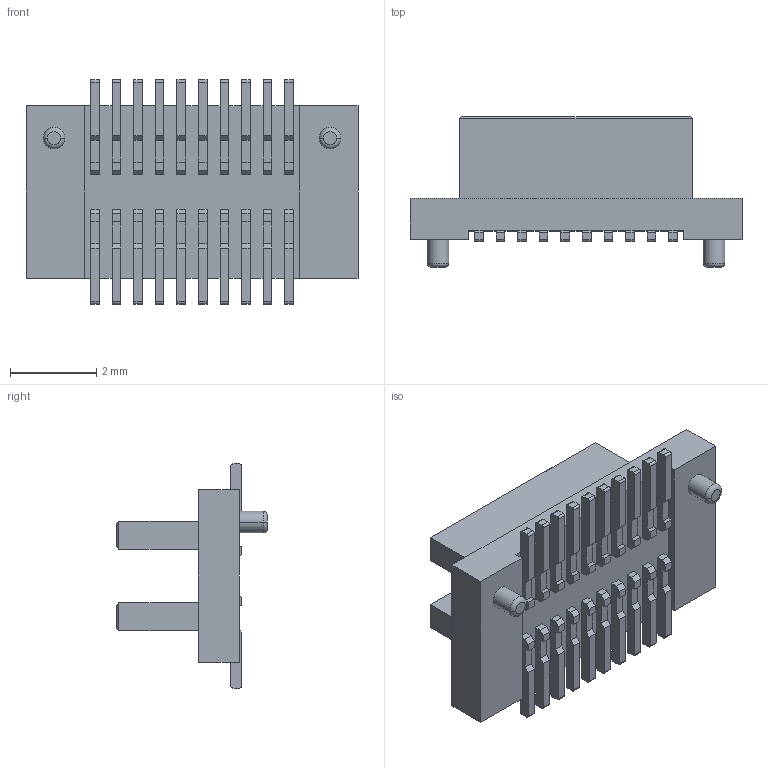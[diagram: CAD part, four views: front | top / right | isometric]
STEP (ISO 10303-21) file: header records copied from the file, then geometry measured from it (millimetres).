
FILE_DESCRIPTION((''),'2;1');
FILE_NAME('FBB05002-M20-H10','2019-11-25T',('gongcheng6'),(''),'PRO/ENGINEER BY PARAMETRIC TECHNOLOGY CORPORATION, 2010280','PRO/ENGINEER BY PARAMETRIC TECHNOLOGY CORPORATION, 2010280','');
FILE_SCHEMA(('CONFIG_CONTROL_DESIGN'));
Length unit declared in the file: millimetre
Products named in the file (1): FBB05002-M20-H10
Bounding box: 7.7 x 3.5 x 5.2 mm (x, y, z)
Volume: 40.8 mm3; surface area: 157.1 mm2
Topology: 1 solids, 1 shells, 298 faces, 824 edges, 532 vertices
Faces by surface type: plane 250, cylinder 44, torus 4
Entity records: 9366 total; most frequent: CARTESIAN_POINT 1654, ORIENTED_EDGE 1648, DIRECTION 1516, EDGE_CURVE 824, VECTOR 728, LINE 728, VERTEX_POINT 532, AXIS2_PLACEMENT_3D 394
